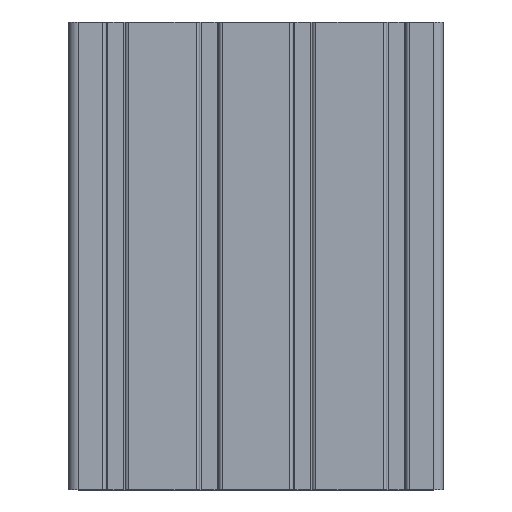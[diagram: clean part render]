
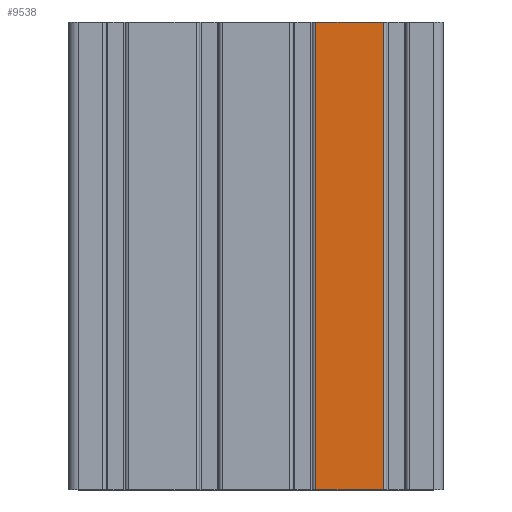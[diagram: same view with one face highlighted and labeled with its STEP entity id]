
A CAD part, top view. The second image highlights one B-rep face of the part: STEP entity #9538.
In plain terms, the highlighted planar face has unit normal (0, 0, 1).
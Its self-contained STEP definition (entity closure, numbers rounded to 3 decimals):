
#560 = LINE ( 'NONE', #5892, #8640 ) ;
#767 = VECTOR ( 'NONE', #5920, 1000. ) ;
#1079 = EDGE_LOOP ( 'NONE', ( #8256, #10193, #9059, #2783 ) ) ;
#1113 = LINE ( 'NONE', #7352, #6823 ) ;
#1771 = CARTESIAN_POINT ( 'NONE',  ( 54.4, 0., 20. ) ) ;
#2414 = CARTESIAN_POINT ( 'NONE',  ( 25.6, 0., 20. ) ) ;
#2783 = ORIENTED_EDGE ( 'NONE', *, *, #9062, .T. ) ;
#3459 = VERTEX_POINT ( 'NONE', #4504 ) ;
#4183 = VERTEX_POINT ( 'NONE', #10129 ) ;
#4504 = CARTESIAN_POINT ( 'NONE',  ( 25.6, 200., 20. ) ) ;
#4898 = CARTESIAN_POINT ( 'NONE',  ( 54.4, 200., 20. ) ) ;
#5249 = EDGE_CURVE ( 'NONE', #12825, #4183, #1113, .T. ) ;
#5361 = VERTEX_POINT ( 'NONE', #4898 ) ;
#5518 = DIRECTION ( 'NONE',  ( 0., -1., 0. ) ) ;
#5892 = CARTESIAN_POINT ( 'NONE',  ( 0., 200., 20. ) ) ;
#5898 = EDGE_CURVE ( 'NONE', #5361, #4183, #9949, .T. ) ;
#5920 = DIRECTION ( 'NONE',  ( 0., -1., 0. ) ) ;
#6424 = PLANE ( 'NONE',  #8244 ) ;
#6823 = VECTOR ( 'NONE', #12418, 1000. ) ;
#7352 = CARTESIAN_POINT ( 'NONE',  ( 25.6, 0., 20. ) ) ;
#8244 = AXIS2_PLACEMENT_3D ( 'NONE', #8491, #9377, #10435 ) ;
#8256 = ORIENTED_EDGE ( 'NONE', *, *, #5249, .T. ) ;
#8491 = CARTESIAN_POINT ( 'NONE',  ( 25.6, 0., 20. ) ) ;
#8640 = VECTOR ( 'NONE', #12346, 1000. ) ;
#9059 = ORIENTED_EDGE ( 'NONE', *, *, #10715, .F. ) ;
#9062 = EDGE_CURVE ( 'NONE', #3459, #12825, #12788, .T. ) ;
#9377 = DIRECTION ( 'NONE',  ( 0., 0., 1. ) ) ;
#9538 = ADVANCED_FACE ( 'NONE', ( #12936 ), #6424, .T. ) ;
#9949 = LINE ( 'NONE', #1771, #767 ) ;
#10093 = VECTOR ( 'NONE', #5518, 1000. ) ;
#10129 = CARTESIAN_POINT ( 'NONE',  ( 54.4, 0., 20. ) ) ;
#10193 = ORIENTED_EDGE ( 'NONE', *, *, #5898, .F. ) ;
#10435 = DIRECTION ( 'NONE',  ( 1., 0., 0. ) ) ;
#10546 = CARTESIAN_POINT ( 'NONE',  ( 25.6, 0., 20. ) ) ;
#10715 = EDGE_CURVE ( 'NONE', #3459, #5361, #560, .T. ) ;
#12346 = DIRECTION ( 'NONE',  ( 1., 0., 0. ) ) ;
#12418 = DIRECTION ( 'NONE',  ( 1., 0., 0. ) ) ;
#12788 = LINE ( 'NONE', #10546, #10093 ) ;
#12825 = VERTEX_POINT ( 'NONE', #2414 ) ;
#12936 = FACE_OUTER_BOUND ( 'NONE', #1079, .T. ) ;
